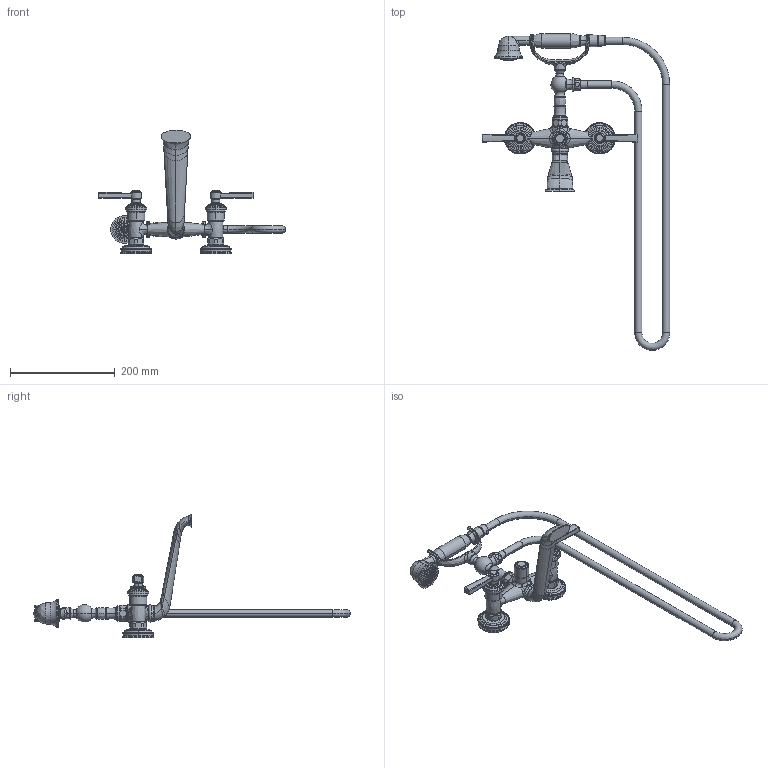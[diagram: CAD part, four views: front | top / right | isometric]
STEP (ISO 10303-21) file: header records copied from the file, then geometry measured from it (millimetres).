
FILE_DESCRIPTION((''),'2;1');
FILE_NAME('1620-4283','2021-01-15T11:29:02',('jinson.thomas'),(''),'CREO PARAMETRIC BY PTC INC, 2018400','CREO PARAMETRIC BY PTC INC, 2018400','');
FILE_SCHEMA(('CONFIG_CONTROL_DESIGN'));
Length unit declared in the file: inch
Products named in the file (1): 1620-4283
Bounding box: 358.74 x 606.04 x 236.93 mm (x, y, z)
Volume: 817940.9 mm3; surface area: 183466.5 mm2
Topology: 1 solids, 1 shells, 1626 faces, 4203 edges, 2695 vertices
Faces by surface type: plane 650, cylinder 533, bspline 189, torus 122, cone 98, sphere 30, extrusion 4
Entity records: 64084 total; most frequent: CARTESIAN_POINT 25462, ORIENTED_EDGE 8398, DIRECTION 7590, EDGE_CURVE 4199, AXIS2_PLACEMENT_3D 2720, VERTEX_POINT 2695, VECTOR 2150, LINE 2146
